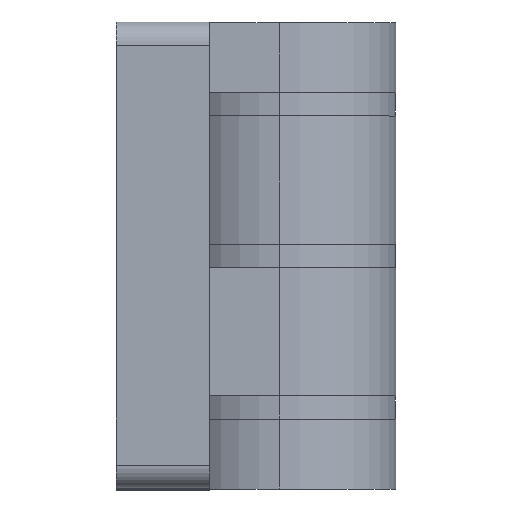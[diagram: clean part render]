
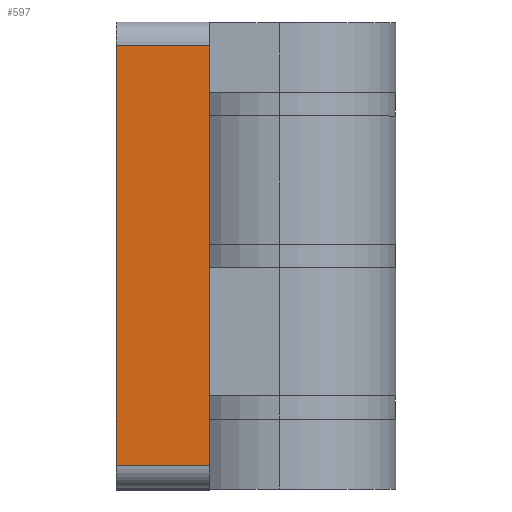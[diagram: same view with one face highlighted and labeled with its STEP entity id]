
A CAD part, top view. The second image highlights one B-rep face of the part: STEP entity #597.
In plain terms, the highlighted planar face has unit normal (0, 0, 1).
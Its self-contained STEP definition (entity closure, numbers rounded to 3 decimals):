
#17 = CARTESIAN_POINT ( 'NONE',  ( 0., -18., 40. ) ) ;
#175 = ORIENTED_EDGE ( 'NONE', *, *, #1332, .T. ) ;
#233 = VECTOR ( 'NONE', #1516, 1000. ) ;
#241 = CARTESIAN_POINT ( 'NONE',  ( 0., 18., 40. ) ) ;
#263 = VECTOR ( 'NONE', #2611, 1000. ) ;
#282 = PLANE ( 'NONE',  #1817 ) ;
#316 = EDGE_CURVE ( 'NONE', #656, #1670, #2569, .T. ) ;
#571 = VECTOR ( 'NONE', #1249, 1000. ) ;
#597 = ADVANCED_FACE ( 'NONE', ( #2864 ), #282, .T. ) ;
#656 = VERTEX_POINT ( 'NONE', #924 ) ;
#691 = CARTESIAN_POINT ( 'NONE',  ( 8., -18., 40. ) ) ;
#704 = ORIENTED_EDGE ( 'NONE', *, *, #316, .T. ) ;
#842 = CARTESIAN_POINT ( 'NONE',  ( 0., 20., 40. ) ) ;
#844 = CARTESIAN_POINT ( 'NONE',  ( 8., 18., 40. ) ) ;
#923 = EDGE_CURVE ( 'NONE', #656, #1601, #1269, .T. ) ;
#924 = CARTESIAN_POINT ( 'NONE',  ( 0., -18., 40. ) ) ;
#960 = CARTESIAN_POINT ( 'NONE',  ( 8., 20., 40. ) ) ;
#1054 = DIRECTION ( 'NONE',  ( 1., 0., 0. ) ) ;
#1087 = VERTEX_POINT ( 'NONE', #844 ) ;
#1187 = EDGE_LOOP ( 'NONE', ( #1931, #1321, #704, #175 ) ) ;
#1249 = DIRECTION ( 'NONE',  ( 0., 1., 0. ) ) ;
#1269 = LINE ( 'NONE', #1346, #263 ) ;
#1275 = CARTESIAN_POINT ( 'NONE',  ( 0., 18., 40. ) ) ;
#1321 = ORIENTED_EDGE ( 'NONE', *, *, #923, .F. ) ;
#1332 = EDGE_CURVE ( 'NONE', #1670, #1087, #2444, .T. ) ;
#1346 = CARTESIAN_POINT ( 'NONE',  ( 0., 20., 40. ) ) ;
#1516 = DIRECTION ( 'NONE',  ( 1., 0., 0. ) ) ;
#1601 = VERTEX_POINT ( 'NONE', #241 ) ;
#1670 = VERTEX_POINT ( 'NONE', #691 ) ;
#1801 = VECTOR ( 'NONE', #2490, 1000. ) ;
#1817 = AXIS2_PLACEMENT_3D ( 'NONE', #842, #1818, #1054 ) ;
#1818 = DIRECTION ( 'NONE',  ( 0., 0., 1. ) ) ;
#1931 = ORIENTED_EDGE ( 'NONE', *, *, #2655, .F. ) ;
#2444 = LINE ( 'NONE', #960, #571 ) ;
#2490 = DIRECTION ( 'NONE',  ( 1., 0., 0. ) ) ;
#2569 = LINE ( 'NONE', #17, #233 ) ;
#2611 = DIRECTION ( 'NONE',  ( 0., 1., 0. ) ) ;
#2655 = EDGE_CURVE ( 'NONE', #1601, #1087, #3194, .T. ) ;
#2864 = FACE_OUTER_BOUND ( 'NONE', #1187, .T. ) ;
#3194 = LINE ( 'NONE', #1275, #1801 ) ;
